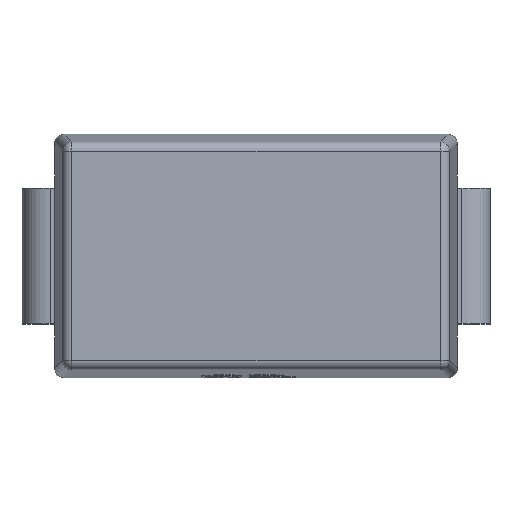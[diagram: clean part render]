
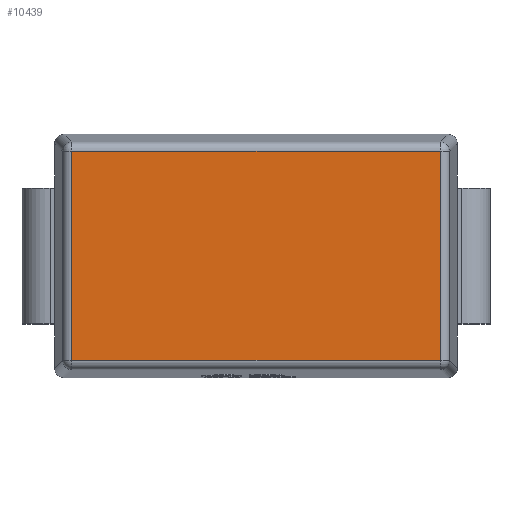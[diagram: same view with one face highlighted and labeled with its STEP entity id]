
A CAD part, top view. The second image highlights one B-rep face of the part: STEP entity #10439.
In plain terms, the highlighted planar face has unit normal (0, 0, 1).
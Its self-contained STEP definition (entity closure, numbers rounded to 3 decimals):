
#285 = VECTOR ( 'NONE', #3902, 1000. ) ;
#431 = DIRECTION ( 'NONE',  ( 0., 1., 0. ) ) ;
#440 = VERTEX_POINT ( 'NONE', #4684 ) ;
#596 = EDGE_CURVE ( 'NONE', #3337, #10885, #5161, .T. ) ;
#1378 = CARTESIAN_POINT ( 'NONE',  ( 0., 0., 1.05 ) ) ;
#1985 = PLANE ( 'NONE',  #7512 ) ;
#2466 = LINE ( 'NONE', #4557, #5491 ) ;
#2532 = LINE ( 'NONE', #12658, #4836 ) ;
#3337 = VERTEX_POINT ( 'NONE', #4487 ) ;
#3902 = DIRECTION ( 'NONE',  ( 0., -1., 0. ) ) ;
#3907 = ORIENTED_EDGE ( 'NONE', *, *, #4993, .T. ) ;
#4103 = ORIENTED_EDGE ( 'NONE', *, *, #596, .T. ) ;
#4487 = CARTESIAN_POINT ( 'NONE',  ( -1.967, 1.117, 1.05 ) ) ;
#4557 = CARTESIAN_POINT ( 'NONE',  ( 1.967, 1.208, 1.05 ) ) ;
#4684 = CARTESIAN_POINT ( 'NONE',  ( 1.967, -1.117, 1.05 ) ) ;
#4836 = VECTOR ( 'NONE', #7655, 1000. ) ;
#4993 = EDGE_CURVE ( 'NONE', #10885, #440, #2532, .T. ) ;
#5161 = LINE ( 'NONE', #10148, #285 ) ;
#5228 = EDGE_LOOP ( 'NONE', ( #4103, #3907, #11710, #11624 ) ) ;
#5491 = VECTOR ( 'NONE', #431, 1000. ) ;
#5615 = CARTESIAN_POINT ( 'NONE',  ( -1.967, -1.117, 1.05 ) ) ;
#5947 = FACE_OUTER_BOUND ( 'NONE', #5228, .T. ) ;
#6356 = DIRECTION ( 'NONE',  ( 1., 0., 0. ) ) ;
#7512 = AXIS2_PLACEMENT_3D ( 'NONE', #1378, #11711, #6356 ) ;
#7655 = DIRECTION ( 'NONE',  ( 1., 0., 0. ) ) ;
#8057 = VERTEX_POINT ( 'NONE', #10134 ) ;
#8718 = LINE ( 'NONE', #12974, #13091 ) ;
#8951 = EDGE_CURVE ( 'NONE', #8057, #3337, #8718, .T. ) ;
#10134 = CARTESIAN_POINT ( 'NONE',  ( 1.967, 1.117, 1.05 ) ) ;
#10148 = CARTESIAN_POINT ( 'NONE',  ( -1.967, -1.208, 1.05 ) ) ;
#10439 = ADVANCED_FACE ( 'NONE', ( #5947 ), #1985, .T. ) ;
#10885 = VERTEX_POINT ( 'NONE', #5615 ) ;
#11624 = ORIENTED_EDGE ( 'NONE', *, *, #8951, .T. ) ;
#11710 = ORIENTED_EDGE ( 'NONE', *, *, #12872, .T. ) ;
#11711 = DIRECTION ( 'NONE',  ( 0., 0., 1. ) ) ;
#12658 = CARTESIAN_POINT ( 'NONE',  ( 2.058, -1.117, 1.05 ) ) ;
#12836 = DIRECTION ( 'NONE',  ( -1., 0., 0. ) ) ;
#12872 = EDGE_CURVE ( 'NONE', #440, #8057, #2466, .T. ) ;
#12974 = CARTESIAN_POINT ( 'NONE',  ( -2.058, 1.117, 1.05 ) ) ;
#13091 = VECTOR ( 'NONE', #12836, 1000. ) ;
